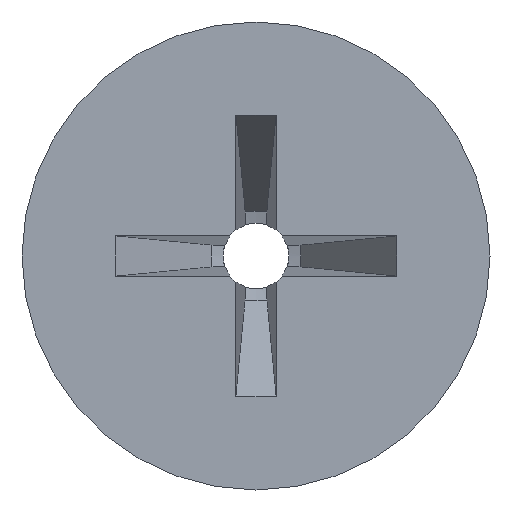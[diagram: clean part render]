
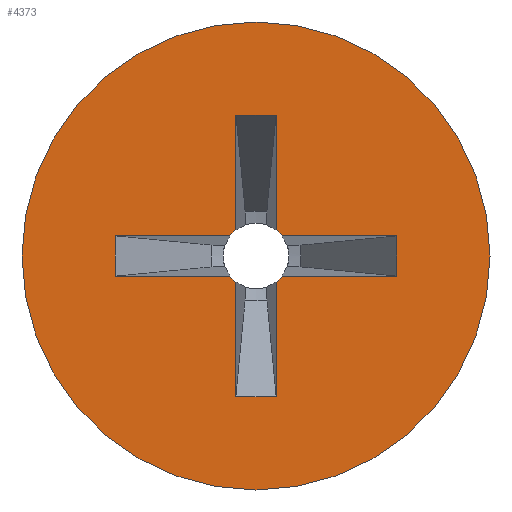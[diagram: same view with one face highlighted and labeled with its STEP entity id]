
A CAD part, left-side view. The second image highlights one B-rep face of the part: STEP entity #4373.
In plain terms, the highlighted planar face has unit normal (-1, 0, 0).
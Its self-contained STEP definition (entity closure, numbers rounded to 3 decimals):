
#115=CARTESIAN_POINT('',(0.,0.,0.));
#116=DIRECTION('',(-1.,0.,0.));
#117=DIRECTION('',(0.,1.,0.));
#118=AXIS2_PLACEMENT_3D('',#115,#116,#117);
#120=CARTESIAN_POINT('',(0.,0.,0.));
#121=DIRECTION('',(1.,0.,0.));
#122=DIRECTION('',(0.,1.,0.));
#123=AXIS2_PLACEMENT_3D('',#120,#121,#122);
#125=CARTESIAN_POINT('',(0.,0.,0.));
#126=DIRECTION('',(1.,0.,0.));
#127=DIRECTION('',(0.,-0.79,-0.613));
#128=AXIS2_PLACEMENT_3D('',#125,#126,#127);
#130=DIRECTION('',(0.,1.,0.));
#131=VECTOR('',#130,2.772);
#132=CARTESIAN_POINT('',(0.,-3.4,-0.488));
#133=LINE('',#132,#131);
#134=DIRECTION('',(0.,0.,-1.));
#135=VECTOR('',#134,0.975);
#136=CARTESIAN_POINT('',(0.,-3.4,0.488));
#137=LINE('',#136,#135);
#138=DIRECTION('',(0.,1.,0.));
#139=VECTOR('',#138,2.772);
#140=CARTESIAN_POINT('',(0.,-3.4,0.488));
#141=LINE('',#140,#139);
#142=CARTESIAN_POINT('',(0.,0.,0.));
#143=DIRECTION('',(1.,0.,0.));
#144=DIRECTION('',(0.,-0.613,0.79));
#145=AXIS2_PLACEMENT_3D('',#142,#143,#144);
#147=DIRECTION('',(0.,0.,-1.));
#148=VECTOR('',#147,2.772);
#149=CARTESIAN_POINT('',(0.,-0.488,3.4));
#150=LINE('',#149,#148);
#151=DIRECTION('',(0.,1.,0.));
#152=VECTOR('',#151,0.975);
#153=CARTESIAN_POINT('',(0.,-0.488,3.4));
#154=LINE('',#153,#152);
#155=DIRECTION('',(0.,0.,-1.));
#156=VECTOR('',#155,2.772);
#157=CARTESIAN_POINT('',(0.,0.488,3.4));
#158=LINE('',#157,#156);
#159=CARTESIAN_POINT('',(0.,0.,0.));
#160=DIRECTION('',(1.,0.,0.));
#161=DIRECTION('',(0.,0.79,0.613));
#162=AXIS2_PLACEMENT_3D('',#159,#160,#161);
#164=DIRECTION('',(0.,1.,0.));
#165=VECTOR('',#164,2.772);
#166=CARTESIAN_POINT('',(0.,0.628,0.488));
#167=LINE('',#166,#165);
#168=DIRECTION('',(0.,0.,-1.));
#169=VECTOR('',#168,0.975);
#170=CARTESIAN_POINT('',(0.,3.4,0.488));
#171=LINE('',#170,#169);
#172=DIRECTION('',(0.,1.,0.));
#173=VECTOR('',#172,2.772);
#174=CARTESIAN_POINT('',(0.,0.628,-0.488));
#175=LINE('',#174,#173);
#176=CARTESIAN_POINT('',(0.,0.,0.));
#177=DIRECTION('',(1.,0.,0.));
#178=DIRECTION('',(0.,0.613,-0.79));
#179=AXIS2_PLACEMENT_3D('',#176,#177,#178);
#181=DIRECTION('',(0.,0.,-1.));
#182=VECTOR('',#181,2.772);
#183=CARTESIAN_POINT('',(0.,0.488,-0.628));
#184=LINE('',#183,#182);
#185=DIRECTION('',(0.,1.,0.));
#186=VECTOR('',#185,0.975);
#187=CARTESIAN_POINT('',(0.,-0.488,-3.4));
#188=LINE('',#187,#186);
#189=DIRECTION('',(0.,0.,-1.));
#190=VECTOR('',#189,2.772);
#191=CARTESIAN_POINT('',(0.,-0.488,-0.628));
#192=LINE('',#191,#190);
#4216=CARTESIAN_POINT('',(0.,5.65,0.));
#4218=VERTEX_POINT('',#4216);
#4220=CARTESIAN_POINT('',(0.,-5.65,0.));
#4222=VERTEX_POINT('',#4220);
#4243=CARTESIAN_POINT('',(0.,-0.628,-0.488));
#4244=CARTESIAN_POINT('',(0.,-0.488,-0.628));
#4245=VERTEX_POINT('',#4243);
#4246=VERTEX_POINT('',#4244);
#4247=CARTESIAN_POINT('',(0.,0.488,-0.628));
#4248=CARTESIAN_POINT('',(0.,0.628,-0.488));
#4249=VERTEX_POINT('',#4247);
#4250=VERTEX_POINT('',#4248);
#4251=CARTESIAN_POINT('',(0.,0.628,0.488));
#4252=CARTESIAN_POINT('',(0.,0.488,0.628));
#4253=VERTEX_POINT('',#4251);
#4254=VERTEX_POINT('',#4252);
#4255=CARTESIAN_POINT('',(0.,-0.488,0.628));
#4256=CARTESIAN_POINT('',(0.,-0.628,0.488));
#4257=VERTEX_POINT('',#4255);
#4258=VERTEX_POINT('',#4256);
#4292=CARTESIAN_POINT('',(0.,-3.4,0.488));
#4293=CARTESIAN_POINT('',(0.,-3.4,-0.488));
#4294=VERTEX_POINT('',#4292);
#4295=VERTEX_POINT('',#4293);
#4296=CARTESIAN_POINT('',(0.,-0.488,3.4));
#4297=CARTESIAN_POINT('',(0.,0.488,3.4));
#4298=VERTEX_POINT('',#4296);
#4299=VERTEX_POINT('',#4297);
#4300=CARTESIAN_POINT('',(0.,3.4,0.488));
#4301=CARTESIAN_POINT('',(0.,3.4,-0.488));
#4302=VERTEX_POINT('',#4300);
#4303=VERTEX_POINT('',#4301);
#4304=CARTESIAN_POINT('',(0.,-0.488,-3.4));
#4305=CARTESIAN_POINT('',(0.,0.488,-3.4));
#4306=VERTEX_POINT('',#4304);
#4307=VERTEX_POINT('',#4305);
#4328=CARTESIAN_POINT('',(0.,0.,0.));
#4329=DIRECTION('',(1.,0.,0.));
#4330=DIRECTION('',(0.,-1.,0.));
#4331=AXIS2_PLACEMENT_3D('',#4328,#4329,#4330);
#4332=PLANE('',#4331);
#4334=ORIENTED_EDGE('',*,*,#4333,.F.);
#4336=ORIENTED_EDGE('',*,*,#4335,.T.);
#4337=EDGE_LOOP('',(#4334,#4336));
#4338=FACE_OUTER_BOUND('',#4337,.F.);
#4340=ORIENTED_EDGE('',*,*,#4339,.F.);
#4342=ORIENTED_EDGE('',*,*,#4341,.F.);
#4344=ORIENTED_EDGE('',*,*,#4343,.F.);
#4346=ORIENTED_EDGE('',*,*,#4345,.T.);
#4348=ORIENTED_EDGE('',*,*,#4347,.F.);
#4350=ORIENTED_EDGE('',*,*,#4349,.F.);
#4352=ORIENTED_EDGE('',*,*,#4351,.T.);
#4354=ORIENTED_EDGE('',*,*,#4353,.T.);
#4356=ORIENTED_EDGE('',*,*,#4355,.F.);
#4358=ORIENTED_EDGE('',*,*,#4357,.T.);
#4360=ORIENTED_EDGE('',*,*,#4359,.T.);
#4362=ORIENTED_EDGE('',*,*,#4361,.F.);
#4364=ORIENTED_EDGE('',*,*,#4363,.F.);
#4366=ORIENTED_EDGE('',*,*,#4365,.T.);
#4368=ORIENTED_EDGE('',*,*,#4367,.F.);
#4370=ORIENTED_EDGE('',*,*,#4369,.F.);
#4371=EDGE_LOOP('',(#4340,#4342,#4344,#4346,#4348,#4350,#4352,#4354,#4356,#4358,
#4360,#4362,#4364,#4366,#4368,#4370));
#4372=FACE_BOUND('',#4371,.F.);
#119=CIRCLE('',#118,5.65);
#124=CIRCLE('',#123,5.65);
#129=CIRCLE('',#128,0.795);
#146=CIRCLE('',#145,0.795);
#163=CIRCLE('',#162,0.795);
#180=CIRCLE('',#179,0.795);
#4333=EDGE_CURVE('',#4218,#4222,#119,.T.);
#4335=EDGE_CURVE('',#4218,#4222,#124,.T.);
#4339=EDGE_CURVE('',#4245,#4246,#129,.T.);
#4341=EDGE_CURVE('',#4295,#4245,#133,.T.);
#4343=EDGE_CURVE('',#4294,#4295,#137,.T.);
#4345=EDGE_CURVE('',#4294,#4258,#141,.T.);
#4347=EDGE_CURVE('',#4257,#4258,#146,.T.);
#4349=EDGE_CURVE('',#4298,#4257,#150,.T.);
#4351=EDGE_CURVE('',#4298,#4299,#154,.T.);
#4353=EDGE_CURVE('',#4299,#4254,#158,.T.);
#4355=EDGE_CURVE('',#4253,#4254,#163,.T.);
#4357=EDGE_CURVE('',#4253,#4302,#167,.T.);
#4359=EDGE_CURVE('',#4302,#4303,#171,.T.);
#4361=EDGE_CURVE('',#4250,#4303,#175,.T.);
#4363=EDGE_CURVE('',#4249,#4250,#180,.T.);
#4365=EDGE_CURVE('',#4249,#4307,#184,.T.);
#4367=EDGE_CURVE('',#4306,#4307,#188,.T.);
#4369=EDGE_CURVE('',#4246,#4306,#192,.T.);
#4373=ADVANCED_FACE('',(#4338,#4372),#4332,.F.);
